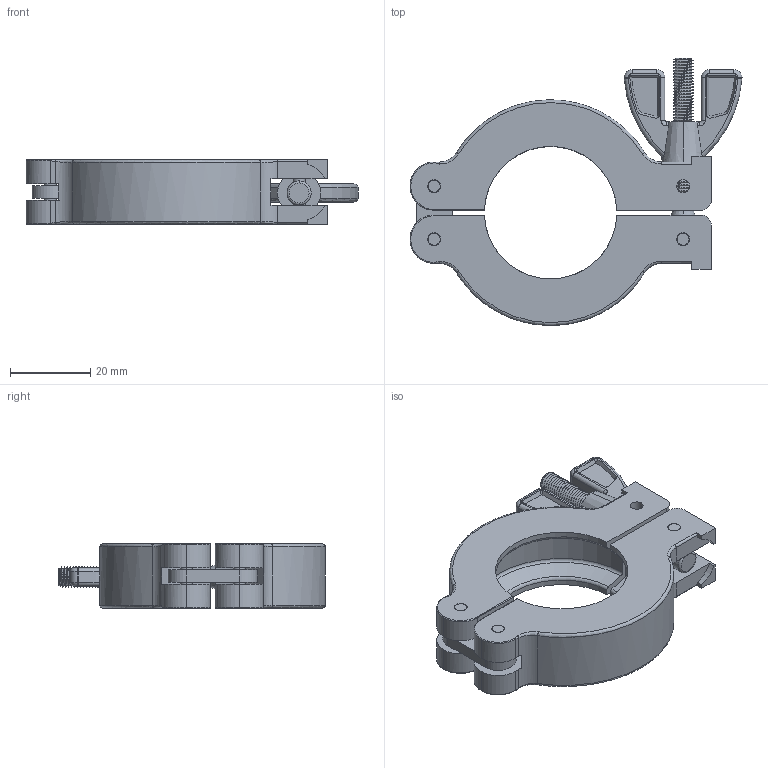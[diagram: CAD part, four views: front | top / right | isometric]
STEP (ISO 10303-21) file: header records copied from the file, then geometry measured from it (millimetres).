
FILE_DESCRIPTION (( 'STEP AP214' ), '1' );
FILE_NAME ('Hositrad_KF25-C.STEP', '2017-08-30T10:49:27', ( 'Gebruiker' ), ( '' ), 'SwSTEP 2.0', 'SolidWorks 2017', '' );
FILE_SCHEMA (( 'AUTOMOTIVE_DESIGN' ));
Length unit declared in the file: millimetre
Products named in the file (6): pin; WingNut kf25; plate; Bolt-kf25; half part; Hositrad_KF25-C
Assembly tree (8 placements, depth 2):
  Hositrad_KF25-C
    half part  x2
    Bolt-kf25
    plate
    WingNut kf25
    pin  x3
Bounding box: 82.68 x 66.49 x 16 mm (x, y, z)
Volume: 26016.8 mm3; surface area: 16273.8 mm2
Topology: 8 solids, 8 shells, 364 faces, 972 edges, 626 vertices
Faces by surface type: cylinder 186, plane 79, cone 35, torus 34, bspline 30
Entity records: 14681 total; most frequent: CARTESIAN_POINT 7724, ORIENTED_EDGE 1574, DIRECTION 1272, EDGE_CURVE 787, VERTEX_POINT 507, AXIS2_PLACEMENT_3D 488, EDGE_LOOP 310, VECTOR 296
